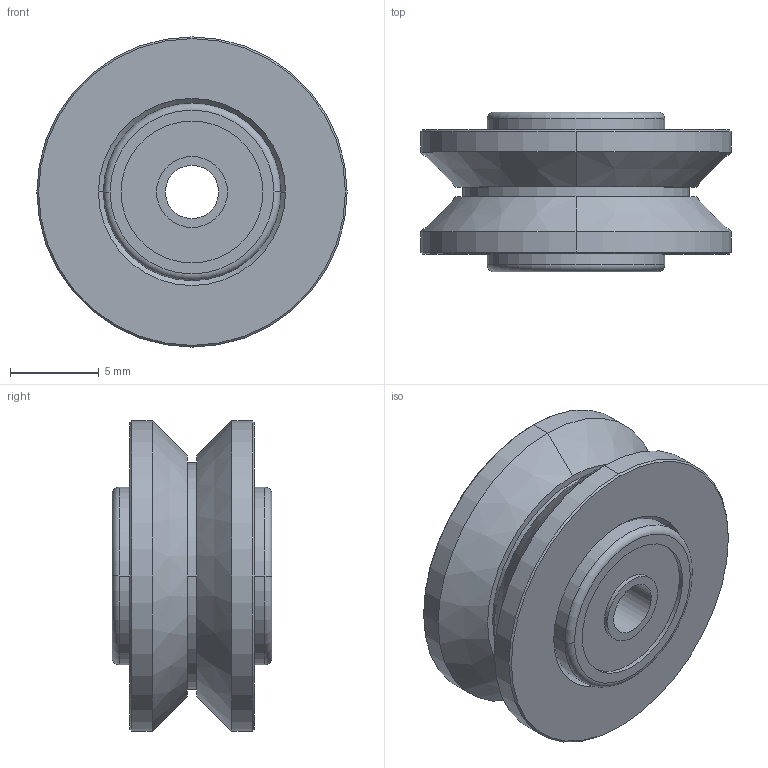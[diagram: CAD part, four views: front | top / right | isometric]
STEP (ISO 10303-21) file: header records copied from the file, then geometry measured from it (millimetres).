
FILE_DESCRIPTION((''),'2;1');
FILE_NAME('B30067_ASM','2013-10-18T',('Barton'),(''),'PRO/ENGINEER BY PARAMETRIC TECHNOLOGY CORPORATION, 2013150','PRO/ENGINEER BY PARAMETRIC TECHNOLOGY CORPORATION, 2013150','');
FILE_SCHEMA(('CONFIG_CONTROL_DESIGN'));
Length unit declared in the file: millimetre
Products named in the file (4): B17064; BEARING_3_10_4; 25201-02; B30067_ASM
Assembly tree (4 placements, depth 2):
  B30067_ASM
    B17064
    BEARING_3_10_4  x2
    25201-02
Bounding box: 17.5 x 9 x 17.5 mm (x, y, z)
Volume: 1436.6 mm3; surface area: 1706.8 mm2
Topology: 4 solids, 4 shells, 80 faces, 160 edges, 100 vertices
Faces by surface type: cylinder 40, plane 20, cone 12, torus 8
Entity records: 2021 total; most frequent: DIRECTION 324, CARTESIAN_POINT 254, ORIENTED_EDGE 232, AXIS2_PLACEMENT_3D 142, EDGE_CURVE 116, PRESENTATION_STYLE_ASSIGNMENT 108, STYLED_ITEM 106, CURVE_STYLE 104
